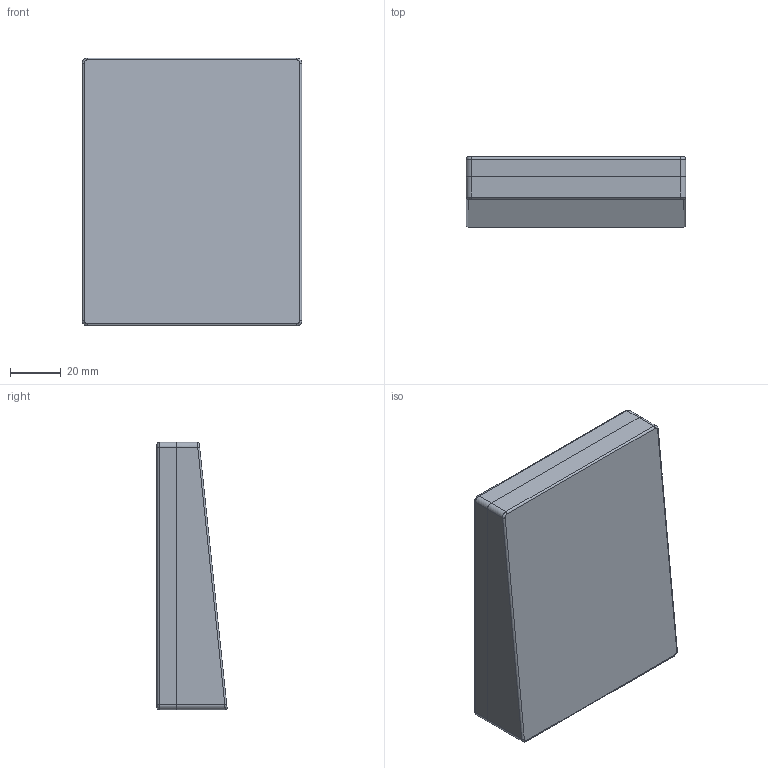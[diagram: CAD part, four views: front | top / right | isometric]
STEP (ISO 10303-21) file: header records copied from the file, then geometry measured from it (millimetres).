
FILE_DESCRIPTION(/* description */ (''),/* implementation_level */ '2;1');
FILE_NAME(/* name */ '2349ec46-8128-463e-bb93-f78fd52e2095.stp',/* time_stamp */ '2021-09-23T22:37:22+00:00',/* author */ (''),/* organization */ (''),/* preprocessor_version */ 'ST-DEVELOPER v18.1',/* originating_system */ 'Autodesk Translation Framework v10.10.0.1391',/* authorisation */ '');
FILE_SCHEMA (('AUTOMOTIVE_DESIGN { 1 0 10303 214 3 1 1 }'));
Length unit declared in the file: millimetre
Products named in the file (1): Reversed Numpad
Bounding box: 86.5 x 27.64 x 105.5 mm (x, y, z)
Volume: 60732.1 mm3; surface area: 49008.9 mm2
Topology: 2 solids, 2 shells, 495 faces, 1253 edges, 772 vertices
Faces by surface type: plane 258, cylinder 143, bspline 90, sphere 4
Entity records: 16379 total; most frequent: CARTESIAN_POINT 4541, ORIENTED_EDGE 2498, DIRECTION 2373, EDGE_CURVE 1249, LINE 853, VECTOR 853, VERTEX_POINT 772, AXIS2_PLACEMENT_3D 760
